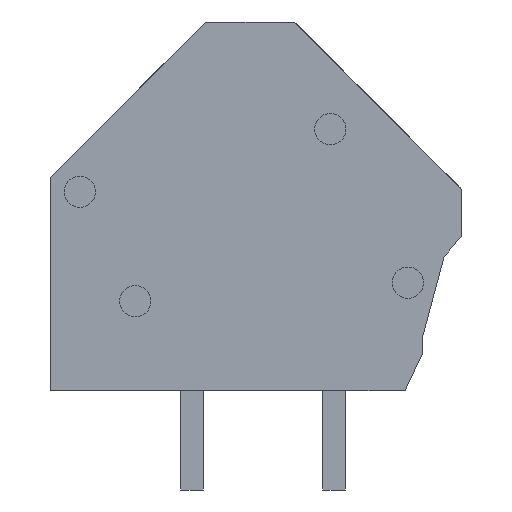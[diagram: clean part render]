
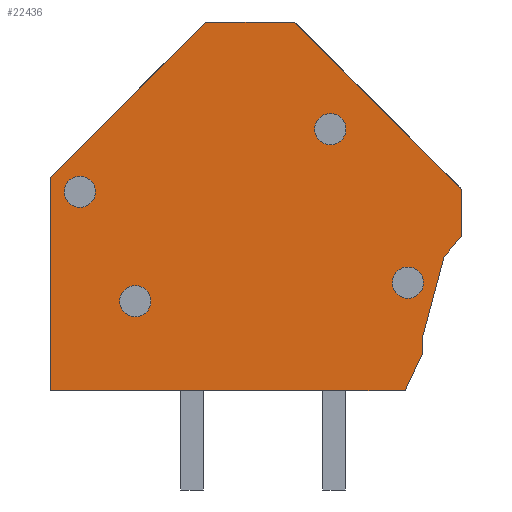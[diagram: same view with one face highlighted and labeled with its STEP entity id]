
A CAD part, left-side view. The second image highlights one B-rep face of the part: STEP entity #22436.
In plain terms, the highlighted planar face has unit normal (-1, 0, 0).
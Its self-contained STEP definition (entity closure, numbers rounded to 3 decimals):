
#22349=AXIS2_PLACEMENT_3D('Plane Axis2P3D',#22346,#22347,#22348) ;
#22366=AXIS2_PLACEMENT_3D('Circle Axis2P3D',#22364,#22365,$) ;
#22375=AXIS2_PLACEMENT_3D('Circle Axis2P3D',#22373,#22374,$) ;
#22384=AXIS2_PLACEMENT_3D('Circle Axis2P3D',#22382,#22383,$) ;
#22393=AXIS2_PLACEMENT_3D('Circle Axis2P3D',#22391,#22392,$) ;
#22402=AXIS2_PLACEMENT_3D('Circle Axis2P3D',#22400,#22401,$) ;
#22411=AXIS2_PLACEMENT_3D('Circle Axis2P3D',#22409,#22410,$) ;
#22420=AXIS2_PLACEMENT_3D('Circle Axis2P3D',#22418,#22419,$) ;
#22429=AXIS2_PLACEMENT_3D('Circle Axis2P3D',#22427,#22428,$) ;
#22021=CARTESIAN_POINT('Vertex',(0.7,2.,3.5)) ;
#22035=CARTESIAN_POINT('Vertex',(0.7,1.37,4.85)) ;
#22038=CARTESIAN_POINT('Line Origine',(0.7,1.685,4.175)) ;
#22066=CARTESIAN_POINT('Vertex',(0.7,1.37,5.45)) ;
#22069=CARTESIAN_POINT('Line Origine',(0.7,1.37,5.15)) ;
#22097=CARTESIAN_POINT('Vertex',(0.7,0.634,8.2)) ;
#22100=CARTESIAN_POINT('Line Origine',(0.7,1.002,6.825)) ;
#22128=CARTESIAN_POINT('Vertex',(0.7,0.,8.953)) ;
#22131=CARTESIAN_POINT('Line Origine',(0.7,0.317,8.577)) ;
#22159=CARTESIAN_POINT('Vertex',(0.7,0.,10.58)) ;
#22162=CARTESIAN_POINT('Line Origine',(0.7,0.,9.766)) ;
#22190=CARTESIAN_POINT('Vertex',(0.7,5.898,16.478)) ;
#22193=CARTESIAN_POINT('Line Origine',(0.7,2.949,13.529)) ;
#22221=CARTESIAN_POINT('Vertex',(0.7,9.022,16.478)) ;
#22224=CARTESIAN_POINT('Line Origine',(0.7,7.46,16.478)) ;
#22252=CARTESIAN_POINT('Vertex',(0.7,14.5,11.)) ;
#22255=CARTESIAN_POINT('Line Origine',(0.7,11.761,13.739)) ;
#22283=CARTESIAN_POINT('Vertex',(0.7,14.5,3.5)) ;
#22286=CARTESIAN_POINT('Line Origine',(0.7,14.5,7.25)) ;
#22314=CARTESIAN_POINT('Vertex',(0.7,12.7,3.5)) ;
#22317=CARTESIAN_POINT('Line Origine',(0.7,13.6,3.5)) ;
#22334=CARTESIAN_POINT('Line Origine',(0.7,7.35,3.5)) ;
#22346=CARTESIAN_POINT('Axis2P3D Location',(0.7,0.,0.)) ;
#22364=CARTESIAN_POINT('Axis2P3D Location',(0.7,13.45,10.5)) ;
#22368=CARTESIAN_POINT('Vertex',(0.7,12.9,10.5)) ;
#22370=CARTESIAN_POINT('Vertex',(0.7,14.,10.5)) ;
#22373=CARTESIAN_POINT('Axis2P3D Location',(0.7,13.45,10.5)) ;
#22382=CARTESIAN_POINT('Axis2P3D Location',(0.7,4.632,12.707)) ;
#22386=CARTESIAN_POINT('Vertex',(0.7,4.082,12.707)) ;
#22388=CARTESIAN_POINT('Vertex',(0.7,5.182,12.707)) ;
#22391=CARTESIAN_POINT('Axis2P3D Location',(0.7,4.632,12.707)) ;
#22400=CARTESIAN_POINT('Axis2P3D Location',(0.7,11.5,6.65)) ;
#22404=CARTESIAN_POINT('Vertex',(0.7,10.95,6.65)) ;
#22406=CARTESIAN_POINT('Vertex',(0.7,12.05,6.65)) ;
#22409=CARTESIAN_POINT('Axis2P3D Location',(0.7,11.5,6.65)) ;
#22418=CARTESIAN_POINT('Axis2P3D Location',(0.7,1.9,7.3)) ;
#22422=CARTESIAN_POINT('Vertex',(0.7,1.35,7.3)) ;
#22424=CARTESIAN_POINT('Vertex',(0.7,2.45,7.3)) ;
#22427=CARTESIAN_POINT('Axis2P3D Location',(0.7,1.9,7.3)) ;
#22039=DIRECTION('Vector Direction',(0.,-0.423,0.906)) ;
#22070=DIRECTION('Vector Direction',(0.,0.,1.)) ;
#22101=DIRECTION('Vector Direction',(0.,-0.259,0.966)) ;
#22132=DIRECTION('Vector Direction',(0.,-0.644,0.765)) ;
#22163=DIRECTION('Vector Direction',(0.,0.,-1.)) ;
#22194=DIRECTION('Vector Direction',(0.,0.707,0.707)) ;
#22225=DIRECTION('Vector Direction',(0.,-1.,0.)) ;
#22256=DIRECTION('Vector Direction',(0.,-0.707,0.707)) ;
#22287=DIRECTION('Vector Direction',(0.,0.,-1.)) ;
#22318=DIRECTION('Vector Direction',(0.,-1.,0.)) ;
#22335=DIRECTION('Vector Direction',(0.,-1.,0.)) ;
#22347=DIRECTION('Axis2P3D Direction',(-1.,0.,0.)) ;
#22348=DIRECTION('Axis2P3D XDirection',(0.,-1.,0.)) ;
#22365=DIRECTION('Axis2P3D Direction',(-1.,0.,0.)) ;
#22374=DIRECTION('Axis2P3D Direction',(-1.,0.,0.)) ;
#22383=DIRECTION('Axis2P3D Direction',(-1.,0.,0.)) ;
#22392=DIRECTION('Axis2P3D Direction',(-1.,0.,0.)) ;
#22401=DIRECTION('Axis2P3D Direction',(-1.,0.,0.)) ;
#22410=DIRECTION('Axis2P3D Direction',(-1.,0.,0.)) ;
#22419=DIRECTION('Axis2P3D Direction',(-1.,0.,0.)) ;
#22428=DIRECTION('Axis2P3D Direction',(-1.,0.,0.)) ;
#22040=VECTOR('Line Direction',#22039,1.) ;
#22071=VECTOR('Line Direction',#22070,1.) ;
#22102=VECTOR('Line Direction',#22101,1.) ;
#22133=VECTOR('Line Direction',#22132,1.) ;
#22164=VECTOR('Line Direction',#22163,1.) ;
#22195=VECTOR('Line Direction',#22194,1.) ;
#22226=VECTOR('Line Direction',#22225,1.) ;
#22257=VECTOR('Line Direction',#22256,1.) ;
#22288=VECTOR('Line Direction',#22287,1.) ;
#22319=VECTOR('Line Direction',#22318,1.) ;
#22336=VECTOR('Line Direction',#22335,1.) ;
#22352=ORIENTED_EDGE('',*,*,#22042,.T.) ;
#22353=ORIENTED_EDGE('',*,*,#22073,.T.) ;
#22354=ORIENTED_EDGE('',*,*,#22104,.T.) ;
#22355=ORIENTED_EDGE('',*,*,#22135,.T.) ;
#22356=ORIENTED_EDGE('',*,*,#22166,.T.) ;
#22357=ORIENTED_EDGE('',*,*,#22197,.T.) ;
#22358=ORIENTED_EDGE('',*,*,#22228,.T.) ;
#22359=ORIENTED_EDGE('',*,*,#22259,.T.) ;
#22360=ORIENTED_EDGE('',*,*,#22290,.T.) ;
#22361=ORIENTED_EDGE('',*,*,#22321,.T.) ;
#22362=ORIENTED_EDGE('',*,*,#22338,.T.) ;
#22379=ORIENTED_EDGE('',*,*,#22372,.F.) ;
#22380=ORIENTED_EDGE('',*,*,#22377,.F.) ;
#22397=ORIENTED_EDGE('',*,*,#22390,.F.) ;
#22398=ORIENTED_EDGE('',*,*,#22395,.F.) ;
#22415=ORIENTED_EDGE('',*,*,#22408,.F.) ;
#22416=ORIENTED_EDGE('',*,*,#22413,.F.) ;
#22433=ORIENTED_EDGE('',*,*,#22426,.F.) ;
#22434=ORIENTED_EDGE('',*,*,#22431,.F.) ;
#22381=FACE_BOUND('',#22378,.T.) ;
#22399=FACE_BOUND('',#22396,.T.) ;
#22417=FACE_BOUND('',#22414,.T.) ;
#22435=FACE_BOUND('',#22432,.T.) ;
#22436=ADVANCED_FACE('End plate_LMZF.1\\Hauptkoerper',(#22363,#22381,#22399,#22417,#22435),#22350,.T.) ;
#22367=CIRCLE('generated circle',#22366,0.55) ;
#22376=CIRCLE('generated circle',#22375,0.55) ;
#22385=CIRCLE('generated circle',#22384,0.55) ;
#22394=CIRCLE('generated circle',#22393,0.55) ;
#22403=CIRCLE('generated circle',#22402,0.55) ;
#22412=CIRCLE('generated circle',#22411,0.55) ;
#22421=CIRCLE('generated circle',#22420,0.55) ;
#22430=CIRCLE('generated circle',#22429,0.55) ;
#22042=EDGE_CURVE('',#22022,#22036,#22041,.T.) ;
#22073=EDGE_CURVE('',#22036,#22067,#22072,.T.) ;
#22104=EDGE_CURVE('',#22067,#22098,#22103,.T.) ;
#22135=EDGE_CURVE('',#22098,#22129,#22134,.T.) ;
#22166=EDGE_CURVE('',#22129,#22160,#22165,.F.) ;
#22197=EDGE_CURVE('',#22160,#22191,#22196,.T.) ;
#22228=EDGE_CURVE('',#22191,#22222,#22227,.F.) ;
#22259=EDGE_CURVE('',#22222,#22253,#22258,.F.) ;
#22290=EDGE_CURVE('',#22253,#22284,#22289,.T.) ;
#22321=EDGE_CURVE('',#22284,#22315,#22320,.T.) ;
#22338=EDGE_CURVE('',#22315,#22022,#22337,.T.) ;
#22372=EDGE_CURVE('',#22369,#22371,#22367,.T.) ;
#22377=EDGE_CURVE('',#22371,#22369,#22376,.T.) ;
#22390=EDGE_CURVE('',#22387,#22389,#22385,.T.) ;
#22395=EDGE_CURVE('',#22389,#22387,#22394,.T.) ;
#22408=EDGE_CURVE('',#22405,#22407,#22403,.T.) ;
#22413=EDGE_CURVE('',#22407,#22405,#22412,.T.) ;
#22426=EDGE_CURVE('',#22423,#22425,#22421,.T.) ;
#22431=EDGE_CURVE('',#22425,#22423,#22430,.T.) ;
#22351=EDGE_LOOP('',(#22352,#22353,#22354,#22355,#22356,#22357,#22358,#22359,#22360,#22361,#22362)) ;
#22378=EDGE_LOOP('',(#22379,#22380)) ;
#22396=EDGE_LOOP('',(#22397,#22398)) ;
#22414=EDGE_LOOP('',(#22415,#22416)) ;
#22432=EDGE_LOOP('',(#22433,#22434)) ;
#22363=FACE_OUTER_BOUND('',#22351,.T.) ;
#22041=LINE('Line',#22038,#22040) ;
#22072=LINE('Line',#22069,#22071) ;
#22103=LINE('Line',#22100,#22102) ;
#22134=LINE('Line',#22131,#22133) ;
#22165=LINE('Line',#22162,#22164) ;
#22196=LINE('Line',#22193,#22195) ;
#22227=LINE('Line',#22224,#22226) ;
#22258=LINE('Line',#22255,#22257) ;
#22289=LINE('Line',#22286,#22288) ;
#22320=LINE('Line',#22317,#22319) ;
#22337=LINE('Line',#22334,#22336) ;
#22350=PLANE('',#22349) ;
#22022=VERTEX_POINT('',#22021) ;
#22036=VERTEX_POINT('',#22035) ;
#22067=VERTEX_POINT('',#22066) ;
#22098=VERTEX_POINT('',#22097) ;
#22129=VERTEX_POINT('',#22128) ;
#22160=VERTEX_POINT('',#22159) ;
#22191=VERTEX_POINT('',#22190) ;
#22222=VERTEX_POINT('',#22221) ;
#22253=VERTEX_POINT('',#22252) ;
#22284=VERTEX_POINT('',#22283) ;
#22315=VERTEX_POINT('',#22314) ;
#22369=VERTEX_POINT('',#22368) ;
#22371=VERTEX_POINT('',#22370) ;
#22387=VERTEX_POINT('',#22386) ;
#22389=VERTEX_POINT('',#22388) ;
#22405=VERTEX_POINT('',#22404) ;
#22407=VERTEX_POINT('',#22406) ;
#22423=VERTEX_POINT('',#22422) ;
#22425=VERTEX_POINT('',#22424) ;
